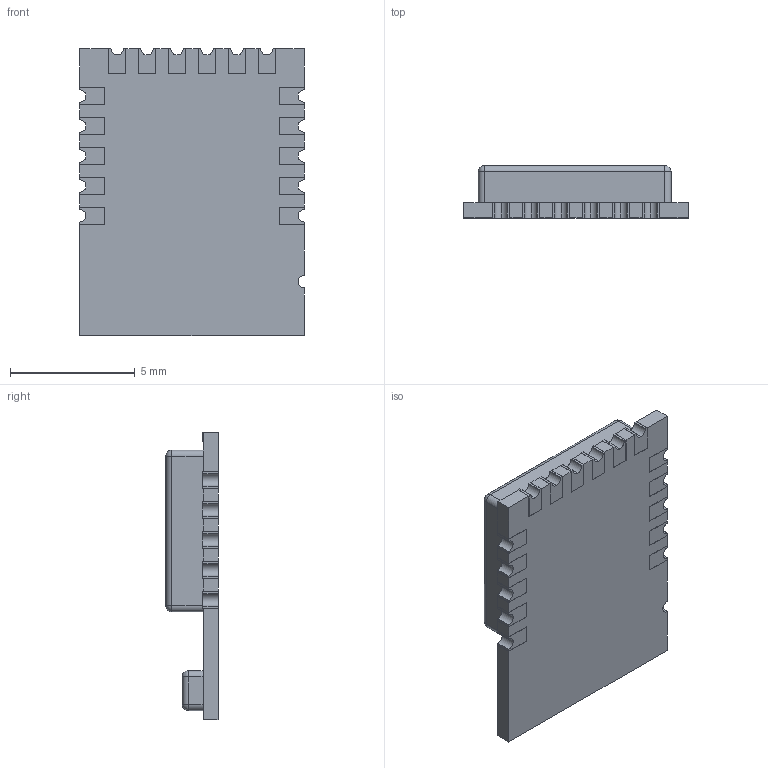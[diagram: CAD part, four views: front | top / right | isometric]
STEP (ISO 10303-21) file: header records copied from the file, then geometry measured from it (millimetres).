
FILE_DESCRIPTION (( 'STEP AP214' ), '1' );
FILE_NAME ('RN4871-VRM140.STEP', '2021-05-15T14:09:23', ( '' ), ( '' ), 'SwSTEP 2.0', 'SolidWorks 2020', '' );
FILE_SCHEMA (( 'AUTOMOTIVE_DESIGN' ));
Length unit declared in the file: millimetre
Products named in the file (1): RN4871-VRM140
Bounding box: 9.02 x 2.11 x 11.51 mm (x, y, z)
Volume: 139.7 mm3; surface area: 277.8 mm2
Topology: 1 solids, 1 shells, 241 faces, 663 edges, 418 vertices
Faces by surface type: plane 177, cylinder 56, sphere 8
Entity records: 10158 total; most frequent: CARTESIAN_POINT 1315, ORIENTED_EDGE 1310, DIRECTION 1251, EDGE_CURVE 655, LINE 543, VECTOR 543, VERTEX_POINT 418, AXIS2_PLACEMENT_3D 354
